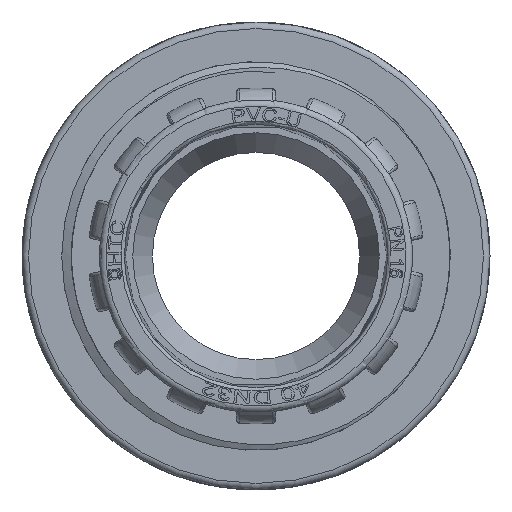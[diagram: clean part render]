
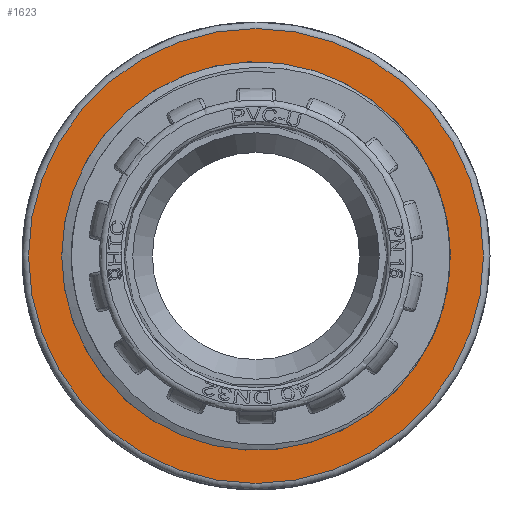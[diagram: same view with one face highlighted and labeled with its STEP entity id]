
A CAD part, front view. The second image highlights one B-rep face of the part: STEP entity #1623.
In plain terms, the highlighted planar face has unit normal (0, -1, 0).
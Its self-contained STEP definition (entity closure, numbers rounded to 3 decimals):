
#1623=ADVANCED_FACE('',(#3974,#3975),#2315,.T.);
#2315=PLANE('',#15773);
#3974=FACE_BOUND('',#4325,.T.);
#3975=FACE_BOUND('',#4326,.T.);
#4325=EDGE_LOOP('',(#6794));
#4326=EDGE_LOOP('',(#6795));
#5218=CIRCLE('',#15769,29.807);
#5219=CIRCLE('',#15771,34.9);
#6794=ORIENTED_EDGE('',*,*,#12171,.T.);
#6795=ORIENTED_EDGE('',*,*,#12170,.T.);
#10464=VERTEX_POINT('',#30377);
#10465=VERTEX_POINT('',#30974);
#12170=EDGE_CURVE('',#10464,#10464,#5218,.T.);
#12171=EDGE_CURVE('',#10465,#10465,#5219,.T.);
#15769=AXIS2_PLACEMENT_3D('',#30376,#17391,#17392);
#15771=AXIS2_PLACEMENT_3D('',#30973,#17395,#17396);
#15773=AXIS2_PLACEMENT_3D('',#30976,#17399,#17400);
#17391=DIRECTION('',(0.,1.,0.));
#17392=DIRECTION('',(-1.,0.,0.));
#17395=DIRECTION('',(0.,-1.,0.));
#17396=DIRECTION('',(-1.,0.,0.));
#17399=DIRECTION('',(0.,-1.,0.));
#17400=DIRECTION('',(-1.,0.,0.));
#30376=CARTESIAN_POINT('',(720.931,98.975,0.));
#30377=CARTESIAN_POINT('',(691.124,98.975,0.));
#30973=CARTESIAN_POINT('',(720.931,98.975,0.));
#30974=CARTESIAN_POINT('',(686.031,98.975,0.));
#30976=CARTESIAN_POINT('',(720.931,98.975,0.));
